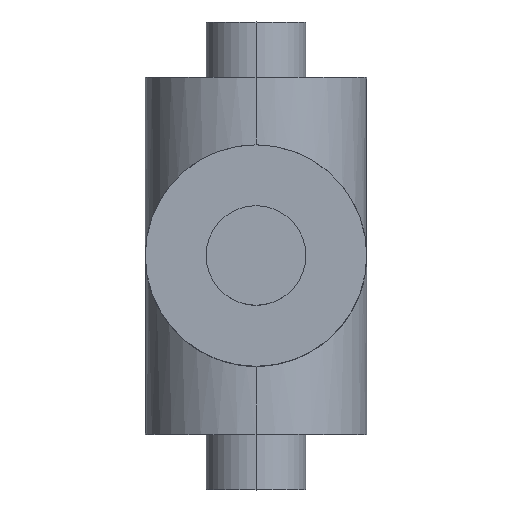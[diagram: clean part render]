
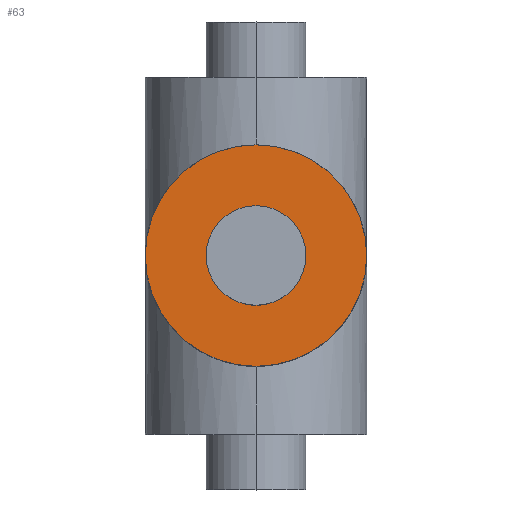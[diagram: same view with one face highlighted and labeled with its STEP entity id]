
A CAD part, top view. The second image highlights one B-rep face of the part: STEP entity #63.
In plain terms, the highlighted planar face has unit normal (0, 0, 1).
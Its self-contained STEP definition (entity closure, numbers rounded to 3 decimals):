
#2 = AXIS2_PLACEMENT_3D ( 'NONE', #488, #79, #292 ) ;
#13 = ORIENTED_EDGE ( 'NONE', *, *, #262, .F. ) ;
#30 = AXIS2_PLACEMENT_3D ( 'NONE', #511, #572, #672 ) ;
#55 = PLANE ( 'NONE',  #620 ) ;
#56 = CIRCLE ( 'NONE', #2, 1.8 ) ;
#63 = ADVANCED_FACE ( 'NONE', ( #269, #430 ), #55, .T. ) ;
#67 = VERTEX_POINT ( 'NONE', #220 ) ;
#70 = CARTESIAN_POINT ( 'NONE',  ( 1.8, 0., 17.8 ) ) ;
#79 = DIRECTION ( 'NONE',  ( 0., 0., 1. ) ) ;
#82 = ORIENTED_EDGE ( 'NONE', *, *, #441, .T. ) ;
#103 = EDGE_CURVE ( 'NONE', #67, #122, #473, .T. ) ;
#114 = CARTESIAN_POINT ( 'NONE',  ( 0., 0., 17.8 ) ) ;
#122 = VERTEX_POINT ( 'NONE', #483 ) ;
#134 = ORIENTED_EDGE ( 'NONE', *, *, #585, .F. ) ;
#160 = DIRECTION ( 'NONE',  ( 1., 0., 0. ) ) ;
#163 = DIRECTION ( 'NONE',  ( 1., 0., 0. ) ) ;
#211 = CIRCLE ( 'NONE', #30, 1.8 ) ;
#220 = CARTESIAN_POINT ( 'NONE',  ( -4., 0., 17.8 ) ) ;
#262 = EDGE_CURVE ( 'NONE', #355, #406, #56, .T. ) ;
#269 = FACE_BOUND ( 'NONE', #618, .T. ) ;
#272 = DIRECTION ( 'NONE',  ( 0., 0., 1. ) ) ;
#292 = DIRECTION ( 'NONE',  ( 1., 0., 0. ) ) ;
#320 = CARTESIAN_POINT ( 'NONE',  ( 0., 0., 17.8 ) ) ;
#324 = DIRECTION ( 'NONE',  ( 0., 0., 1. ) ) ;
#327 = AXIS2_PLACEMENT_3D ( 'NONE', #320, #324, #160 ) ;
#333 = AXIS2_PLACEMENT_3D ( 'NONE', #114, #431, #163 ) ;
#355 = VERTEX_POINT ( 'NONE', #70 ) ;
#380 = CARTESIAN_POINT ( 'NONE',  ( 0., 0., 17.8 ) ) ;
#395 = EDGE_LOOP ( 'NONE', ( #650, #82 ) ) ;
#406 = VERTEX_POINT ( 'NONE', #574 ) ;
#430 = FACE_OUTER_BOUND ( 'NONE', #395, .T. ) ;
#431 = DIRECTION ( 'NONE',  ( 0., 0., 1. ) ) ;
#433 = DIRECTION ( 'NONE',  ( 1., 0., 0. ) ) ;
#441 = EDGE_CURVE ( 'NONE', #122, #67, #454, .T. ) ;
#454 = CIRCLE ( 'NONE', #333, 4. ) ;
#473 = CIRCLE ( 'NONE', #327, 4. ) ;
#483 = CARTESIAN_POINT ( 'NONE',  ( 4., 0., 17.8 ) ) ;
#488 = CARTESIAN_POINT ( 'NONE',  ( 0., 0., 17.8 ) ) ;
#511 = CARTESIAN_POINT ( 'NONE',  ( 0., 0., 17.8 ) ) ;
#572 = DIRECTION ( 'NONE',  ( 0., 0., 1. ) ) ;
#574 = CARTESIAN_POINT ( 'NONE',  ( -1.8, 0., 17.8 ) ) ;
#585 = EDGE_CURVE ( 'NONE', #406, #355, #211, .T. ) ;
#618 = EDGE_LOOP ( 'NONE', ( #134, #13 ) ) ;
#620 = AXIS2_PLACEMENT_3D ( 'NONE', #380, #272, #433 ) ;
#650 = ORIENTED_EDGE ( 'NONE', *, *, #103, .T. ) ;
#672 = DIRECTION ( 'NONE',  ( 1., 0., 0. ) ) ;
